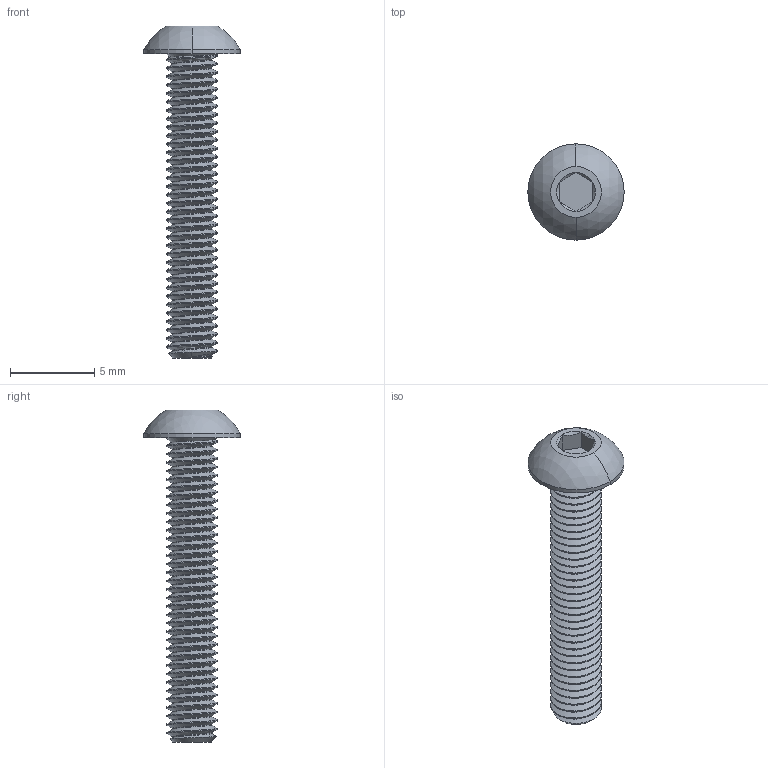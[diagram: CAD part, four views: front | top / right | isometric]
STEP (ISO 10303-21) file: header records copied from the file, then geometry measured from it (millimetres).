
FILE_DESCRIPTION (( 'STEP AP203' ), '1' );
FILE_NAME ('92095A472_Button Head Hex Drive Screw.STEP', '2024-09-16T18:08:48', ( 'Administrator' ), ( 'Managed by Terraform' ), 'SwSTEP 2.0', 'SolidWorks 2017', '' );
FILE_SCHEMA (( 'CONFIG_CONTROL_DESIGN' ));
Length unit declared in the file: millimetre
Products named in the file (1): 92095A472_Button Head Hex Drive Screw
Bounding box: 5.7 x 5.7 x 19.65 mm (x, y, z)
Volume: 128.4 mm3; surface area: 333.4 mm2
Topology: 1 solids, 1 shells, 173 faces, 490 edges, 321 vertices
Faces by surface type: cylinder 145, cone 14, plane 10, sphere 2, bspline 2
Entity records: 8773 total; most frequent: CARTESIAN_POINT 5084, ORIENTED_EDGE 980, DIRECTION 558, EDGE_CURVE 490, VERTEX_POINT 321, AXIS2_PLACEMENT_3D 198, EDGE_LOOP 175, ADVANCED_FACE 173
